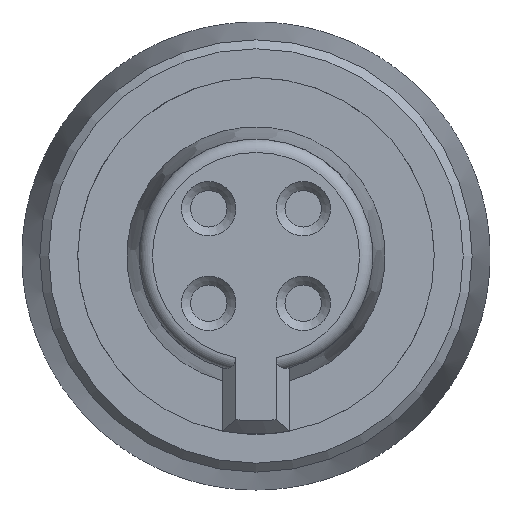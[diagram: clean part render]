
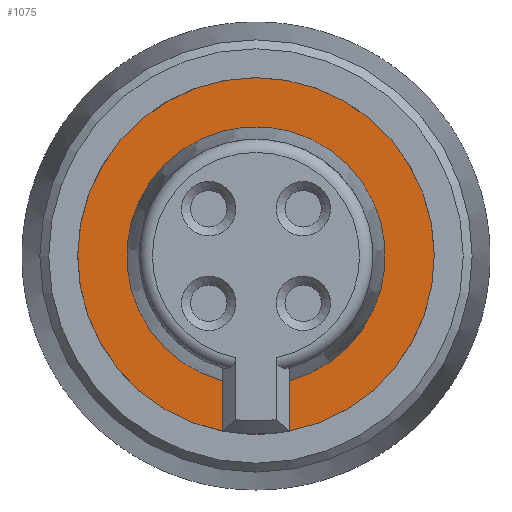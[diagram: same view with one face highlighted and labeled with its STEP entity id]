
A CAD part, left-side view. The second image highlights one B-rep face of the part: STEP entity #1075.
In plain terms, the highlighted planar face has unit normal (-1, 0, 0).
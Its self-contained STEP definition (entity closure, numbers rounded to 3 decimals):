
#588=PLANE('',#8122);
#1075=ADVANCED_FACE('',(#1616),#588,.F.);
#1616=FACE_OUTER_BOUND('',#2078,.T.);
#2078=EDGE_LOOP('',(#5247,#5248,#5249,#5250));
#2608=LINE('',#13044,#3128);
#2610=LINE('',#13059,#3130);
#3128=VECTOR('',#10193,1.);
#3130=VECTOR('',#10197,1.);
#5247=ORIENTED_EDGE('',*,*,#7002,.F.);
#5248=ORIENTED_EDGE('',*,*,#6999,.F.);
#5249=ORIENTED_EDGE('',*,*,#7003,.T.);
#5250=ORIENTED_EDGE('',*,*,#6996,.F.);
#5925=VERTEX_POINT('',#13025);
#5928=VERTEX_POINT('',#13043);
#5930=VERTEX_POINT('',#13058);
#5931=VERTEX_POINT('',#13060);
#6996=EDGE_CURVE('',#5928,#5925,#2608,.T.);
#6999=EDGE_CURVE('',#5930,#5931,#2610,.T.);
#7002=EDGE_CURVE('',#5931,#5928,#7341,.T.);
#7003=EDGE_CURVE('',#5930,#5925,#7342,.T.);
#7341=CIRCLE('',#8120,2.5);
#7342=CIRCLE('',#8121,4.);
#8120=AXIS2_PLACEMENT_3D('',#13072,#10203,#10204);
#8121=AXIS2_PLACEMENT_3D('',#13073,#10205,#10206);
#8122=AXIS2_PLACEMENT_3D('',#13074,#10207,#10208);
#10193=DIRECTION('',(0.,0.,-1.));
#10197=DIRECTION('',(0.,0.,1.));
#10203=DIRECTION('',(-1.,0.,0.));
#10204=DIRECTION('',(0.,0.,-1.));
#10205=DIRECTION('',(-1.,0.,0.));
#10206=DIRECTION('',(0.,0.,-1.));
#10207=DIRECTION('',(1.,0.,0.));
#10208=DIRECTION('',(0.,0.,-1.));
#13025=CARTESIAN_POINT('',(4.156,0.75,-3.929));
#13043=CARTESIAN_POINT('',(4.156,0.75,-2.385));
#13044=CARTESIAN_POINT('',(4.156,0.75,-2.385));
#13058=CARTESIAN_POINT('',(4.156,-0.75,-3.929));
#13059=CARTESIAN_POINT('',(4.156,-0.75,-3.929));
#13060=CARTESIAN_POINT('',(4.156,-0.75,-2.385));
#13072=CARTESIAN_POINT('',(4.156,0.,0.));
#13073=CARTESIAN_POINT('',(4.156,0.,0.));
#13074=CARTESIAN_POINT('',(4.156,0.,-2.5));
